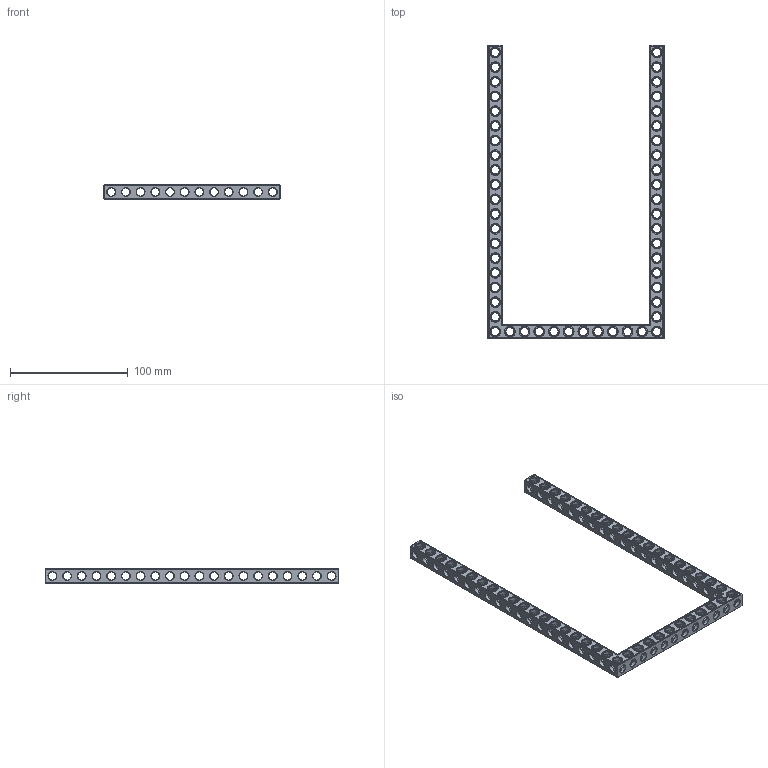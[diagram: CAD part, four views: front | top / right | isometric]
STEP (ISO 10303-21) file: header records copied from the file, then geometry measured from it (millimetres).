
FILE_DESCRIPTION(('FreeCAD Model'),'2;1');
FILE_NAME('Open CASCADE Shape Model','2022-02-26T16:13:48',('Author'),( ''),'Open CASCADE STEP processor 7.5','FreeCAD','Unknown');
FILE_SCHEMA(('AUTOMOTIVE_DESIGN { 1 0 10303 214 1 1 1 1 }'));
Products named in the file (1): Beam AGD ESS USH SYM BU12x20x01 - SPN-BEM-0498 (stemfie.org)
Bounding box: 150 x 250 x 12.5 mm (x, y, z)
Volume: 48863.9 mm3; surface area: 43559 mm2
Topology: 1 solids, 1 shells, 1100 faces, 3394 edges, 2182 vertices
Faces by surface type: plane 427, cylinder 301, cone 202, extrusion 170
Full cylindrical faces by diameter (mm): 6.98 x42, 7 x209, 9.2 x50
Entity records: 282097 total; most frequent: CARTESIAN_POINT 219308, DIRECTION 10068, ORIENTED_EDGE 6788, PCURVE 6788, DEFINITIONAL_REPRESENTATION 6788, VECTOR 6026, LINE 5856, EDGE_CURVE 3394
